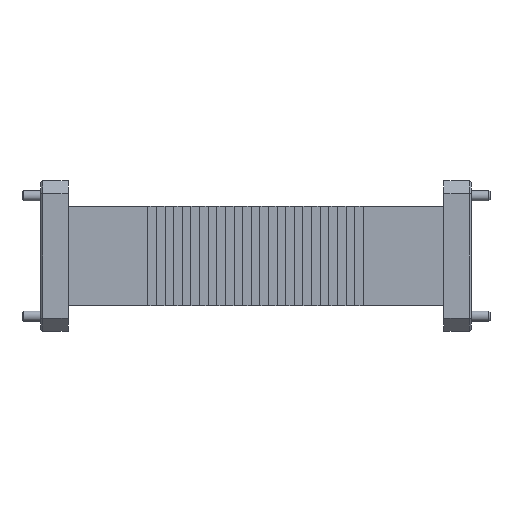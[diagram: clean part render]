
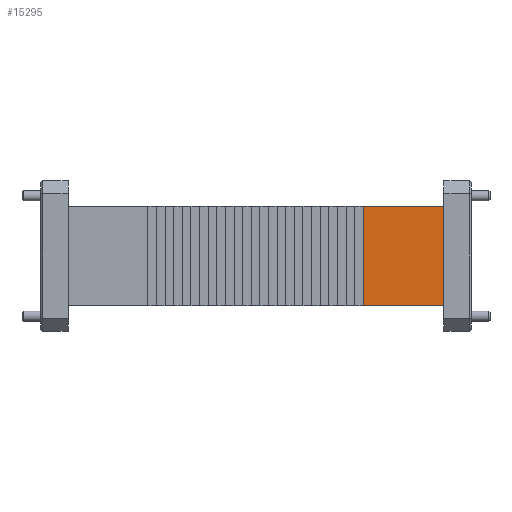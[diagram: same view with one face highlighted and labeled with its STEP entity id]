
A CAD part, front view. The second image highlights one B-rep face of the part: STEP entity #15295.
In plain terms, the highlighted planar face has unit normal (0, -1, 0).
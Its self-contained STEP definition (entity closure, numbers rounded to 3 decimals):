
#5136 = VECTOR ( 'NONE', #36063, 1000. ) ;
#6599 = DIRECTION ( 'NONE',  ( 0., 1., 0. ) ) ;
#7139 = LINE ( 'NONE', #15309, #33100 ) ;
#7589 = EDGE_CURVE ( 'NONE', #47296, #31012, #35052, .T. ) ;
#11216 = AXIS2_PLACEMENT_3D ( 'NONE', #40377, #6599, #19647 ) ;
#11403 = EDGE_CURVE ( 'NONE', #49713, #23413, #7139, .T. ) ;
#13887 = ORIENTED_EDGE ( 'NONE', *, *, #11403, .F. ) ;
#15161 = CARTESIAN_POINT ( 'NONE',  ( 74.9, -5.769, -11.5 ) ) ;
#15179 = EDGE_CURVE ( 'NONE', #49713, #47296, #24311, .T. ) ;
#15295 = ADVANCED_FACE ( 'NONE', ( #43930 ), #49086, .F. ) ;
#15309 = CARTESIAN_POINT ( 'NONE',  ( 74.9, -5.769, 11.5 ) ) ;
#15975 = EDGE_CURVE ( 'NONE', #31012, #23413, #45720, .T. ) ;
#15988 = ORIENTED_EDGE ( 'NONE', *, *, #15975, .T. ) ;
#19647 = DIRECTION ( 'NONE',  ( 1., 0., 0. ) ) ;
#21168 = DIRECTION ( 'NONE',  ( 0., 0., 1. ) ) ;
#23268 = CARTESIAN_POINT ( 'NONE',  ( 74.9, -5.769, 11.5 ) ) ;
#23413 = VERTEX_POINT ( 'NONE', #31441 ) ;
#24311 = LINE ( 'NONE', #23268, #5136 ) ;
#28204 = EDGE_LOOP ( 'NONE', ( #51604, #15988, #13887, #38216 ) ) ;
#30012 = CARTESIAN_POINT ( 'NONE',  ( 74.9, -5.769, 11.5 ) ) ;
#31012 = VERTEX_POINT ( 'NONE', #36912 ) ;
#31441 = CARTESIAN_POINT ( 'NONE',  ( 93.6, -5.769, 11.5 ) ) ;
#31931 = DIRECTION ( 'NONE',  ( 1., 0., 0. ) ) ;
#33100 = VECTOR ( 'NONE', #31931, 1000. ) ;
#35052 = LINE ( 'NONE', #15161, #52248 ) ;
#36063 = DIRECTION ( 'NONE',  ( 0., 0., -1. ) ) ;
#36912 = CARTESIAN_POINT ( 'NONE',  ( 93.6, -5.769, -11.5 ) ) ;
#38216 = ORIENTED_EDGE ( 'NONE', *, *, #15179, .T. ) ;
#40377 = CARTESIAN_POINT ( 'NONE',  ( 74.9, -5.769, 11.5 ) ) ;
#41348 = CARTESIAN_POINT ( 'NONE',  ( 93.6, -5.769, 11.5 ) ) ;
#43930 = FACE_OUTER_BOUND ( 'NONE', #28204, .T. ) ;
#45720 = LINE ( 'NONE', #41348, #48298 ) ;
#47296 = VERTEX_POINT ( 'NONE', #52998 ) ;
#48298 = VECTOR ( 'NONE', #21168, 1000. ) ;
#49086 = PLANE ( 'NONE',  #11216 ) ;
#49713 = VERTEX_POINT ( 'NONE', #30012 ) ;
#51604 = ORIENTED_EDGE ( 'NONE', *, *, #7589, .T. ) ;
#51708 = DIRECTION ( 'NONE',  ( 1., 0., 0. ) ) ;
#52248 = VECTOR ( 'NONE', #51708, 1000. ) ;
#52998 = CARTESIAN_POINT ( 'NONE',  ( 74.9, -5.769, -11.5 ) ) ;
